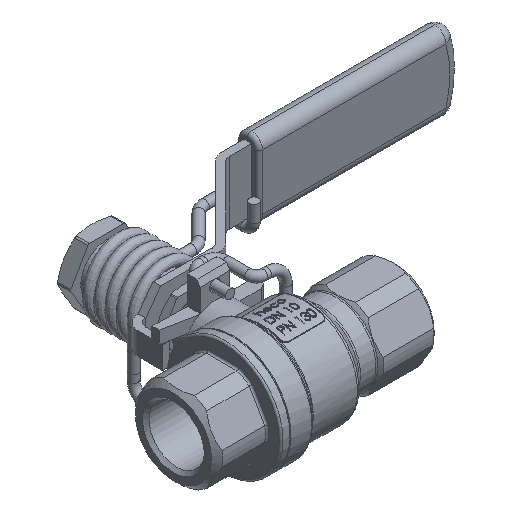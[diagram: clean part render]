
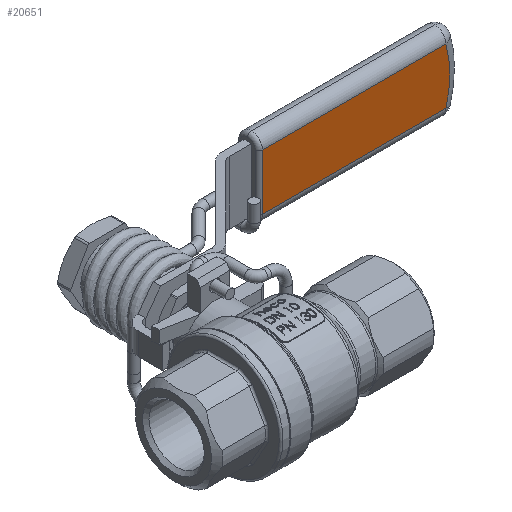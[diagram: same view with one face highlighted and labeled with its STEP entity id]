
A CAD part, isometric view. The second image highlights one B-rep face of the part: STEP entity #20651.
In plain terms, the highlighted planar face has unit normal (0, -1, 0).
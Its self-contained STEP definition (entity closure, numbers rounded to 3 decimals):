
#304 = CIRCLE ( 'NONE', #14353, 27.001 ) ;
#613 = ORIENTED_EDGE ( 'NONE', *, *, #7604, .T. ) ;
#659 = FACE_OUTER_BOUND ( 'NONE', #30054, .T. ) ;
#1064 = DIRECTION ( 'NONE',  ( 0., 0., -1. ) ) ;
#1500 = CARTESIAN_POINT ( 'NONE',  ( 93.102, 47.5, -7.501 ) ) ;
#3787 = CARTESIAN_POINT ( 'NONE',  ( 95., 47.5, 7.501 ) ) ;
#5497 = ORIENTED_EDGE ( 'NONE', *, *, #29479, .T. ) ;
#7263 = LINE ( 'NONE', #3787, #30833 ) ;
#7548 = LINE ( 'NONE', #16330, #14168 ) ;
#7604 = EDGE_CURVE ( 'NONE', #13300, #23525, #24950, .T. ) ;
#8139 = ORIENTED_EDGE ( 'NONE', *, *, #18752, .T. ) ;
#8709 = VECTOR ( 'NONE', #36422, 1000. ) ;
#8955 = PLANE ( 'NONE',  #23110 ) ;
#9790 = ORIENTED_EDGE ( 'NONE', *, *, #13958, .T. ) ;
#10442 = DIRECTION ( 'NONE',  ( -1., 0., 0. ) ) ;
#13300 = VERTEX_POINT ( 'NONE', #18108 ) ;
#13958 = EDGE_CURVE ( 'NONE', #23525, #19695, #304, .T. ) ;
#14168 = VECTOR ( 'NONE', #1064, 1000. ) ;
#14353 = AXIS2_PLACEMENT_3D ( 'NONE', #21828, #33034, #15733 ) ;
#15733 = DIRECTION ( 'NONE',  ( -1., 0., 0. ) ) ;
#16330 = CARTESIAN_POINT ( 'NONE',  ( 41.485, 47.5, 10.5 ) ) ;
#18108 = CARTESIAN_POINT ( 'NONE',  ( 41.485, 47.5, -7.501 ) ) ;
#18752 = EDGE_CURVE ( 'NONE', #19695, #30177, #7263, .T. ) ;
#18890 = DIRECTION ( 'NONE',  ( -1., 0., 0. ) ) ;
#19199 = CARTESIAN_POINT ( 'NONE',  ( 90.938, 47.5, -7.501 ) ) ;
#19695 = VERTEX_POINT ( 'NONE', #27558 ) ;
#20651 = ADVANCED_FACE ( 'NONE', ( #659 ), #8955, .F. ) ;
#21828 = CARTESIAN_POINT ( 'NONE',  ( 65., 47.5, 0. ) ) ;
#23110 = AXIS2_PLACEMENT_3D ( 'NONE', #30775, #36516, #10442 ) ;
#23525 = VERTEX_POINT ( 'NONE', #19199 ) ;
#24950 = LINE ( 'NONE', #1500, #8709 ) ;
#25676 = CARTESIAN_POINT ( 'NONE',  ( 41.485, 47.5, 7.501 ) ) ;
#27558 = CARTESIAN_POINT ( 'NONE',  ( 90.938, 47.5, 7.501 ) ) ;
#29479 = EDGE_CURVE ( 'NONE', #30177, #13300, #7548, .T. ) ;
#30054 = EDGE_LOOP ( 'NONE', ( #8139, #5497, #613, #9790 ) ) ;
#30177 = VERTEX_POINT ( 'NONE', #25676 ) ;
#30775 = CARTESIAN_POINT ( 'NONE',  ( 95., 47.5, 10.5 ) ) ;
#30833 = VECTOR ( 'NONE', #18890, 1000. ) ;
#33034 = DIRECTION ( 'NONE',  ( 0., -1., 0. ) ) ;
#36422 = DIRECTION ( 'NONE',  ( 1., 0., 0. ) ) ;
#36516 = DIRECTION ( 'NONE',  ( 0., 1., 0. ) ) ;
